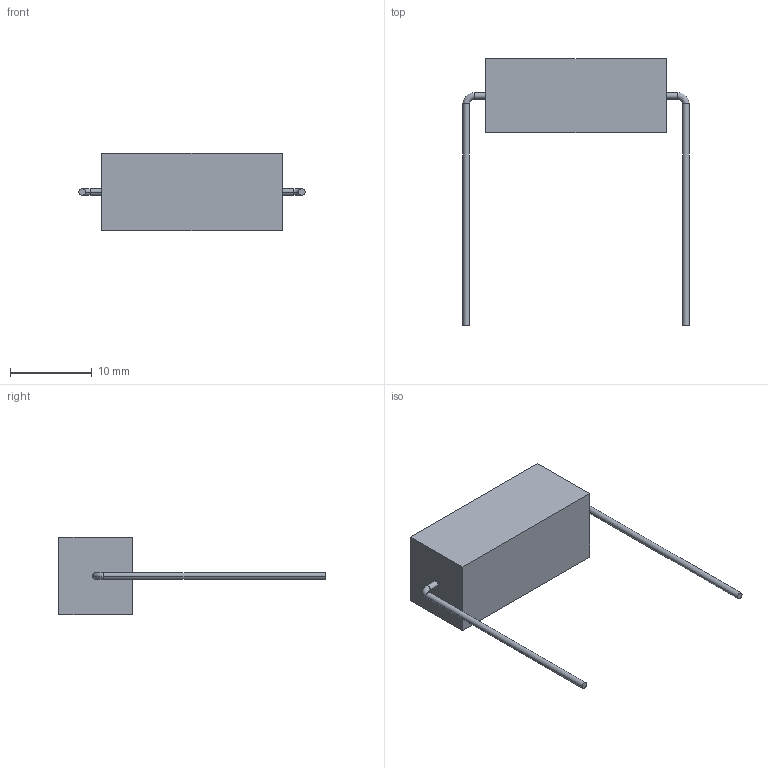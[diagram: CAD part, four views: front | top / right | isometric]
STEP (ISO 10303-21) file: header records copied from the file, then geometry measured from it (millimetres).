
FILE_DESCRIPTION (( 'STEP AP214' ), '1' );
FILE_NAME ('SQP500JB-0R1.STEP', '2024-02-02T00:45:37', ( '' ), ( '' ), 'SwSTEP 2.0', 'SolidWorks 2021', '' );
FILE_SCHEMA (( 'AUTOMOTIVE_DESIGN' ));
Length unit declared in the file: millimetre
Products named in the file (1): SQP500JB-0R1
Bounding box: 27.6 x 32.5 x 9.5 mm (x, y, z)
Volume: 1911.1 mm3; surface area: 1137.7 mm2
Topology: 3 solids, 3 shells, 22 faces, 40 edges, 24 vertices
Faces by surface type: plane 10, cylinder 8, torus 4
Entity records: 658 total; most frequent: DIRECTION 106, CARTESIAN_POINT 87, ORIENTED_EDGE 80, AXIS2_PLACEMENT_3D 43, EDGE_CURVE 40, VERTEX_POINT 24, FACE_OUTER_BOUND 22, ADVANCED_FACE 22
